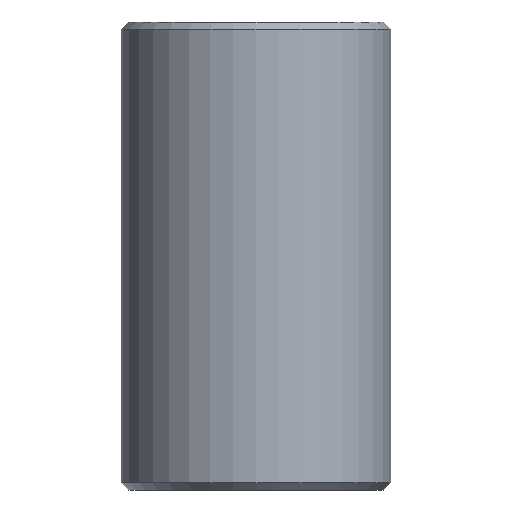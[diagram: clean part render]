
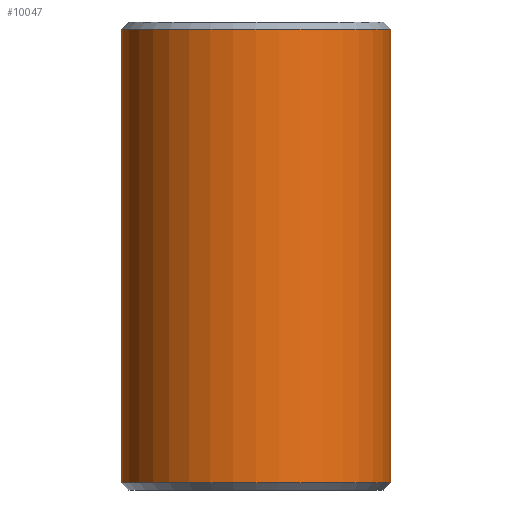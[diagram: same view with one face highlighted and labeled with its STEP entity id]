
A CAD part, front view. The second image highlights one B-rep face of the part: STEP entity #10047.
In plain terms, the highlighted cylindrical face has radius 18.7 mm (diameter 37.4 mm), a partial arc.
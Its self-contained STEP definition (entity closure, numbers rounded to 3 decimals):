
#18 = VERTEX_POINT ( 'NONE', #12883 ) ;
#245 = DIRECTION ( 'NONE',  ( 0., 0., -1. ) ) ;
#316 = CARTESIAN_POINT ( 'NONE',  ( 0., 0., -31.5 ) ) ;
#332 = DIRECTION ( 'NONE',  ( -1., 0., 0. ) ) ;
#602 = FACE_OUTER_BOUND ( 'NONE', #7610, .T. ) ;
#1141 = VERTEX_POINT ( 'NONE', #10345 ) ;
#1582 = ORIENTED_EDGE ( 'NONE', *, *, #10571, .T. ) ;
#2938 = VECTOR ( 'NONE', #5825, 1000. ) ;
#3451 = VECTOR ( 'NONE', #11188, 1000. ) ;
#3551 = ORIENTED_EDGE ( 'NONE', *, *, #10774, .T. ) ;
#4277 = DIRECTION ( 'NONE',  ( 0., 0., -1. ) ) ;
#4887 = CIRCLE ( 'NONE', #10219, 18.7 ) ;
#5273 = CARTESIAN_POINT ( 'NONE',  ( 0., 0., 32.5 ) ) ;
#5306 = EDGE_CURVE ( 'NONE', #12591, #1141, #5693, .T. ) ;
#5693 = CIRCLE ( 'NONE', #6255, 18.7 ) ;
#5825 = DIRECTION ( 'NONE',  ( 0., 0., -1. ) ) ;
#6255 = AXIS2_PLACEMENT_3D ( 'NONE', #12336, #245, #7360 ) ;
#6359 = LINE ( 'NONE', #8120, #3451 ) ;
#7311 = AXIS2_PLACEMENT_3D ( 'NONE', #5273, #4277, #332 ) ;
#7360 = DIRECTION ( 'NONE',  ( 1., 0., 0. ) ) ;
#7418 = DIRECTION ( 'NONE',  ( 1., 0., 0. ) ) ;
#7515 = DIRECTION ( 'NONE',  ( 0., 0., 1. ) ) ;
#7610 = EDGE_LOOP ( 'NONE', ( #11947, #11634, #3551, #1582 ) ) ;
#8120 = CARTESIAN_POINT ( 'NONE',  ( 18.7, 0., 32.5 ) ) ;
#8992 = LINE ( 'NONE', #12800, #2938 ) ;
#9474 = CYLINDRICAL_SURFACE ( 'NONE', #7311, 18.7 ) ;
#9706 = EDGE_CURVE ( 'NONE', #12591, #10919, #6359, .T. ) ;
#10047 = ADVANCED_FACE ( 'NONE', ( #602 ), #9474, .T. ) ;
#10219 = AXIS2_PLACEMENT_3D ( 'NONE', #316, #7515, #7418 ) ;
#10345 = CARTESIAN_POINT ( 'NONE',  ( -18.7, 0., 31.5 ) ) ;
#10372 = CARTESIAN_POINT ( 'NONE',  ( 18.7, 0., -31.5 ) ) ;
#10571 = EDGE_CURVE ( 'NONE', #18, #10919, #4887, .T. ) ;
#10774 = EDGE_CURVE ( 'NONE', #1141, #18, #8992, .T. ) ;
#10919 = VERTEX_POINT ( 'NONE', #10372 ) ;
#11188 = DIRECTION ( 'NONE',  ( 0., 0., -1. ) ) ;
#11634 = ORIENTED_EDGE ( 'NONE', *, *, #5306, .T. ) ;
#11947 = ORIENTED_EDGE ( 'NONE', *, *, #9706, .F. ) ;
#12210 = CARTESIAN_POINT ( 'NONE',  ( 18.7, 0., 31.5 ) ) ;
#12336 = CARTESIAN_POINT ( 'NONE',  ( 0., 0., 31.5 ) ) ;
#12591 = VERTEX_POINT ( 'NONE', #12210 ) ;
#12800 = CARTESIAN_POINT ( 'NONE',  ( -18.7, 0., 32.5 ) ) ;
#12883 = CARTESIAN_POINT ( 'NONE',  ( -18.7, 0., -31.5 ) ) ;
